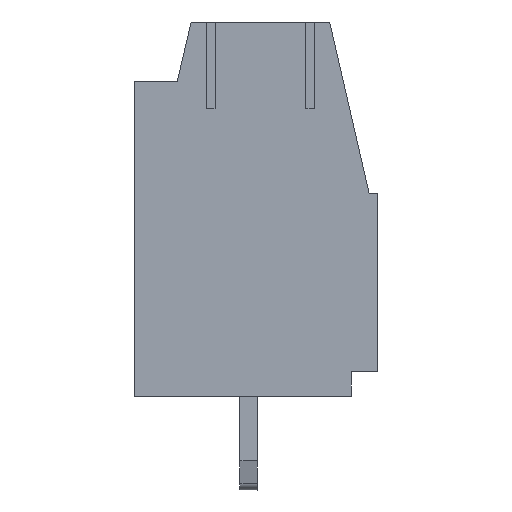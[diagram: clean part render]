
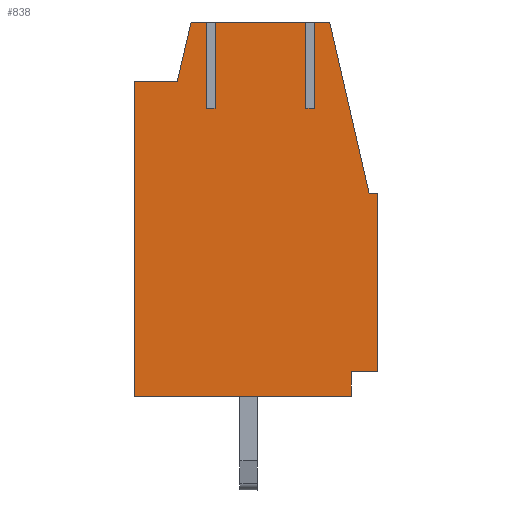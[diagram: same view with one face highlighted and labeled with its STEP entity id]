
A CAD part, left-side view. The second image highlights one B-rep face of the part: STEP entity #838.
In plain terms, the highlighted planar face has unit normal (-1, 0, 0).
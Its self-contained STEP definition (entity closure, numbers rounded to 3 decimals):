
#690=AXIS2_PLACEMENT_3D('Plane Axis2P3D',#687,#688,#689) ;
#687=CARTESIAN_POINT('Axis2P3D Location',(0.,8.3,0.)) ;
#692=CARTESIAN_POINT('Line Origine',(0.,4.,16.)) ;
#696=CARTESIAN_POINT('Vertex',(0.,2.45,16.)) ;
#698=CARTESIAN_POINT('Vertex',(0.,5.55,16.)) ;
#701=CARTESIAN_POINT('Line Origine',(0.,5.55,14.525)) ;
#705=CARTESIAN_POINT('Vertex',(0.,5.55,13.05)) ;
#708=CARTESIAN_POINT('Line Origine',(0.,5.7,13.05)) ;
#712=CARTESIAN_POINT('Vertex',(0.,5.85,13.05)) ;
#715=CARTESIAN_POINT('Line Origine',(0.,5.85,14.525)) ;
#719=CARTESIAN_POINT('Vertex',(0.,5.85,16.)) ;
#722=CARTESIAN_POINT('Line Origine',(0.,6.11,16.)) ;
#726=CARTESIAN_POINT('Vertex',(0.,6.37,16.)) ;
#729=CARTESIAN_POINT('Line Origine',(0.,6.607,14.975)) ;
#733=CARTESIAN_POINT('Vertex',(0.,6.844,13.95)) ;
#736=CARTESIAN_POINT('Line Origine',(0.,7.572,13.95)) ;
#740=CARTESIAN_POINT('Vertex',(0.,8.3,13.95)) ;
#743=CARTESIAN_POINT('Line Origine',(0.,8.3,8.575)) ;
#747=CARTESIAN_POINT('Vertex',(0.,8.3,3.2)) ;
#750=CARTESIAN_POINT('Line Origine',(0.,4.6,3.2)) ;
#754=CARTESIAN_POINT('Vertex',(0.,0.9,3.2)) ;
#757=CARTESIAN_POINT('Line Origine',(0.,0.9,3.626)) ;
#761=CARTESIAN_POINT('Vertex',(0.,0.9,4.052)) ;
#764=CARTESIAN_POINT('Line Origine',(0.,0.45,4.052)) ;
#768=CARTESIAN_POINT('Vertex',(0.,0.,4.052)) ;
#771=CARTESIAN_POINT('Line Origine',(0.,0.,7.101)) ;
#775=CARTESIAN_POINT('Vertex',(0.,0.,10.15)) ;
#778=CARTESIAN_POINT('Line Origine',(0.,0.14,10.15)) ;
#782=CARTESIAN_POINT('Vertex',(0.,0.28,10.15)) ;
#785=CARTESIAN_POINT('Line Origine',(0.,0.956,13.075)) ;
#789=CARTESIAN_POINT('Vertex',(0.,1.631,16.)) ;
#792=CARTESIAN_POINT('Line Origine',(0.,1.89,16.)) ;
#796=CARTESIAN_POINT('Vertex',(0.,2.15,16.)) ;
#799=CARTESIAN_POINT('Line Origine',(0.,2.15,14.525)) ;
#803=CARTESIAN_POINT('Vertex',(0.,2.15,13.05)) ;
#806=CARTESIAN_POINT('Line Origine',(0.,2.3,13.05)) ;
#810=CARTESIAN_POINT('Vertex',(0.,2.45,13.05)) ;
#813=CARTESIAN_POINT('Line Origine',(0.,2.45,14.525)) ;
#688=DIRECTION('Axis2P3D Direction',(-1.,0.,0.)) ;
#689=DIRECTION('Axis2P3D XDirection',(0.,-1.,0.)) ;
#693=DIRECTION('Vector Direction',(0.,1.,0.)) ;
#702=DIRECTION('Vector Direction',(0.,0.,-1.)) ;
#709=DIRECTION('Vector Direction',(0.,1.,0.)) ;
#716=DIRECTION('Vector Direction',(0.,0.,-1.)) ;
#723=DIRECTION('Vector Direction',(0.,1.,0.)) ;
#730=DIRECTION('Vector Direction',(0.,0.225,-0.974)) ;
#737=DIRECTION('Vector Direction',(0.,1.,0.)) ;
#744=DIRECTION('Vector Direction',(0.,0.,-1.)) ;
#751=DIRECTION('Vector Direction',(0.,-1.,0.)) ;
#758=DIRECTION('Vector Direction',(0.,0.,1.)) ;
#765=DIRECTION('Vector Direction',(0.,-1.,0.)) ;
#772=DIRECTION('Vector Direction',(0.,0.,1.)) ;
#779=DIRECTION('Vector Direction',(0.,1.,0.)) ;
#786=DIRECTION('Vector Direction',(0.,0.225,0.974)) ;
#793=DIRECTION('Vector Direction',(0.,1.,0.)) ;
#800=DIRECTION('Vector Direction',(0.,0.,-1.)) ;
#807=DIRECTION('Vector Direction',(0.,1.,0.)) ;
#814=DIRECTION('Vector Direction',(0.,0.,-1.)) ;
#694=VECTOR('Line Direction',#693,1.) ;
#703=VECTOR('Line Direction',#702,1.) ;
#710=VECTOR('Line Direction',#709,1.) ;
#717=VECTOR('Line Direction',#716,1.) ;
#724=VECTOR('Line Direction',#723,1.) ;
#731=VECTOR('Line Direction',#730,1.) ;
#738=VECTOR('Line Direction',#737,1.) ;
#745=VECTOR('Line Direction',#744,1.) ;
#752=VECTOR('Line Direction',#751,1.) ;
#759=VECTOR('Line Direction',#758,1.) ;
#766=VECTOR('Line Direction',#765,1.) ;
#773=VECTOR('Line Direction',#772,1.) ;
#780=VECTOR('Line Direction',#779,1.) ;
#787=VECTOR('Line Direction',#786,1.) ;
#794=VECTOR('Line Direction',#793,1.) ;
#801=VECTOR('Line Direction',#800,1.) ;
#808=VECTOR('Line Direction',#807,1.) ;
#815=VECTOR('Line Direction',#814,1.) ;
#819=ORIENTED_EDGE('',*,*,#700,.T.) ;
#820=ORIENTED_EDGE('',*,*,#707,.T.) ;
#821=ORIENTED_EDGE('',*,*,#714,.T.) ;
#822=ORIENTED_EDGE('',*,*,#721,.F.) ;
#823=ORIENTED_EDGE('',*,*,#728,.T.) ;
#824=ORIENTED_EDGE('',*,*,#735,.T.) ;
#825=ORIENTED_EDGE('',*,*,#742,.T.) ;
#826=ORIENTED_EDGE('',*,*,#749,.T.) ;
#827=ORIENTED_EDGE('',*,*,#756,.T.) ;
#828=ORIENTED_EDGE('',*,*,#763,.T.) ;
#829=ORIENTED_EDGE('',*,*,#770,.T.) ;
#830=ORIENTED_EDGE('',*,*,#777,.T.) ;
#831=ORIENTED_EDGE('',*,*,#784,.T.) ;
#832=ORIENTED_EDGE('',*,*,#791,.T.) ;
#833=ORIENTED_EDGE('',*,*,#798,.T.) ;
#834=ORIENTED_EDGE('',*,*,#805,.T.) ;
#835=ORIENTED_EDGE('',*,*,#812,.T.) ;
#836=ORIENTED_EDGE('',*,*,#817,.F.) ;
#838=ADVANCED_FACE('3_Pole_Body',(#837),#691,.T.) ;
#700=EDGE_CURVE('',#697,#699,#695,.T.) ;
#707=EDGE_CURVE('',#699,#706,#704,.T.) ;
#714=EDGE_CURVE('',#706,#713,#711,.T.) ;
#721=EDGE_CURVE('',#720,#713,#718,.T.) ;
#728=EDGE_CURVE('',#720,#727,#725,.T.) ;
#735=EDGE_CURVE('',#727,#734,#732,.T.) ;
#742=EDGE_CURVE('',#734,#741,#739,.T.) ;
#749=EDGE_CURVE('',#741,#748,#746,.T.) ;
#756=EDGE_CURVE('',#748,#755,#753,.T.) ;
#763=EDGE_CURVE('',#755,#762,#760,.T.) ;
#770=EDGE_CURVE('',#762,#769,#767,.T.) ;
#777=EDGE_CURVE('',#769,#776,#774,.T.) ;
#784=EDGE_CURVE('',#776,#783,#781,.T.) ;
#791=EDGE_CURVE('',#783,#790,#788,.T.) ;
#798=EDGE_CURVE('',#790,#797,#795,.T.) ;
#805=EDGE_CURVE('',#797,#804,#802,.T.) ;
#812=EDGE_CURVE('',#804,#811,#809,.T.) ;
#817=EDGE_CURVE('',#697,#811,#816,.T.) ;
#818=EDGE_LOOP('',(#819,#820,#821,#822,#823,#824,#825,#826,#827,#828,#829,#830,#831,#832,#833,#834,#835,#836)) ;
#837=FACE_OUTER_BOUND('',#818,.T.) ;
#695=LINE('Line',#692,#694) ;
#704=LINE('Line',#701,#703) ;
#711=LINE('Line',#708,#710) ;
#718=LINE('Line',#715,#717) ;
#725=LINE('Line',#722,#724) ;
#732=LINE('Line',#729,#731) ;
#739=LINE('Line',#736,#738) ;
#746=LINE('Line',#743,#745) ;
#753=LINE('Line',#750,#752) ;
#760=LINE('Line',#757,#759) ;
#767=LINE('Line',#764,#766) ;
#774=LINE('Line',#771,#773) ;
#781=LINE('Line',#778,#780) ;
#788=LINE('Line',#785,#787) ;
#795=LINE('Line',#792,#794) ;
#802=LINE('Line',#799,#801) ;
#809=LINE('Line',#806,#808) ;
#816=LINE('Line',#813,#815) ;
#691=PLANE('',#690) ;
#697=VERTEX_POINT('',#696) ;
#699=VERTEX_POINT('',#698) ;
#706=VERTEX_POINT('',#705) ;
#713=VERTEX_POINT('',#712) ;
#720=VERTEX_POINT('',#719) ;
#727=VERTEX_POINT('',#726) ;
#734=VERTEX_POINT('',#733) ;
#741=VERTEX_POINT('',#740) ;
#748=VERTEX_POINT('',#747) ;
#755=VERTEX_POINT('',#754) ;
#762=VERTEX_POINT('',#761) ;
#769=VERTEX_POINT('',#768) ;
#776=VERTEX_POINT('',#775) ;
#783=VERTEX_POINT('',#782) ;
#790=VERTEX_POINT('',#789) ;
#797=VERTEX_POINT('',#796) ;
#804=VERTEX_POINT('',#803) ;
#811=VERTEX_POINT('',#810) ;
